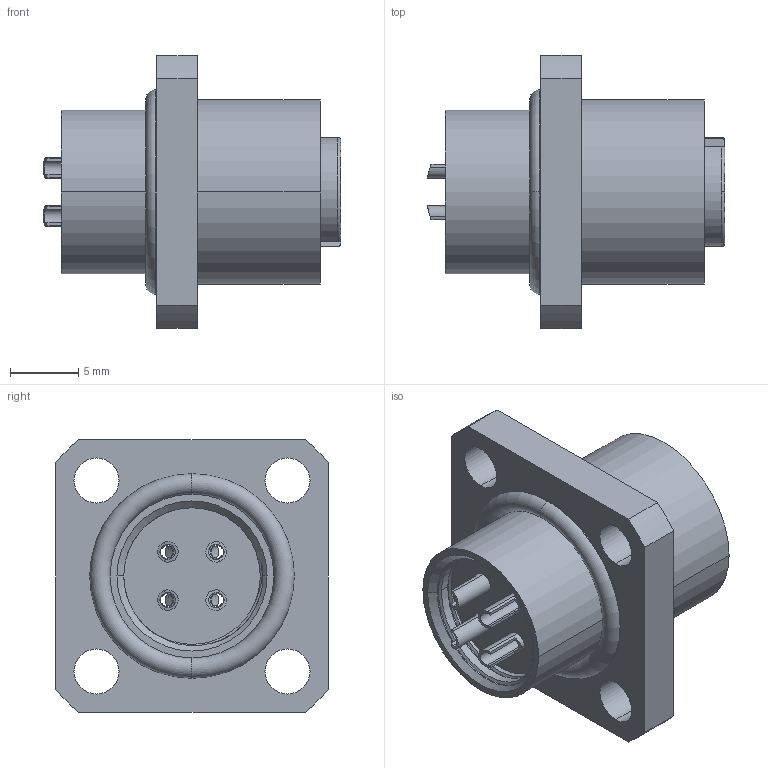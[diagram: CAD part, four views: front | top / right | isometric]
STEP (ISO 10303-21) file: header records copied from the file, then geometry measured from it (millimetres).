
FILE_DESCRIPTION (( 'STEP AP214' ), '1' );
FILE_NAME ('55-00236.STEP', '2024-04-05T23:04:35', ( '' ), ( '' ), 'SwSTEP 2.0', 'SolidWorks 2021', '' );
FILE_SCHEMA (( 'AUTOMOTIVE_DESIGN' ));
Length unit declared in the file: millimetre
Products named in the file (6): 55-00236-04___; 55-00236-01___; 55-00236-05___; 55-00236-03___; 55-00236-02___; 55-00236
Assembly tree (8 placements, depth 2):
  55-00236
    55-00236-01___
    55-00236-02___
    55-00236-03___  x4
    55-00236-04___
    55-00236-05___
Bounding box: 21.8 x 20 x 20 mm (x, y, z)
Volume: 2685.8 mm3; surface area: 4542.7 mm2
Topology: 8 solids, 8 shells, 478 faces, 1218 edges, 773 vertices
Faces by surface type: cylinder 182, plane 137, torus 84, cone 44, bspline 31
Entity records: 10018 total; most frequent: CARTESIAN_POINT 4551, ORIENTED_EDGE 1134, DIRECTION 1077, EDGE_CURVE 567, AXIS2_PLACEMENT_3D 435, VERTEX_POINT 365, EDGE_LOOP 258, ADVANCED_FACE 223
